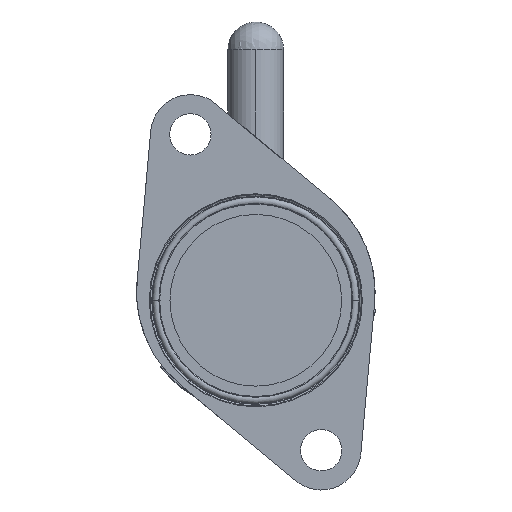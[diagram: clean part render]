
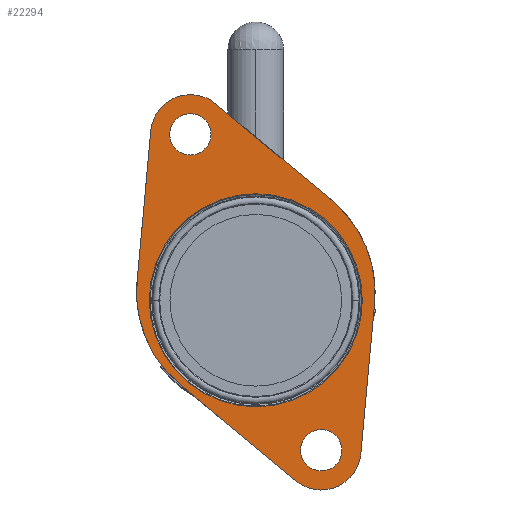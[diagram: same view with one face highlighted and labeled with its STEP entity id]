
A CAD part, front view. The second image highlights one B-rep face of the part: STEP entity #22294.
In plain terms, the highlighted planar face has unit normal (0, -1, 0).
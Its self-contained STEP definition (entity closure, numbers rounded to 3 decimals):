
#351 = CARTESIAN_POINT ( 'NONE',  ( -8.228, -7.5, 22.463 ) ) ;
#930 = EDGE_LOOP ( 'NONE', ( #6600, #15531 ) ) ;
#1091 = VERTEX_POINT ( 'NONE', #7884 ) ;
#1226 = EDGE_CURVE ( 'NONE', #22098, #19856, #12303, .T. ) ;
#2758 = VERTEX_POINT ( 'NONE', #3740 ) ;
#2784 = ORIENTED_EDGE ( 'NONE', *, *, #7269, .T. ) ;
#2874 = VERTEX_POINT ( 'NONE', #351 ) ;
#3080 = CARTESIAN_POINT ( 'NONE',  ( -8.228, -7.5, 19.863 ) ) ;
#3222 = DIRECTION ( 'NONE',  ( 0., 0., -1. ) ) ;
#3365 = CARTESIAN_POINT ( 'NONE',  ( 8.228, -7.5, -19.863 ) ) ;
#3429 = VECTOR ( 'NONE', #22690, 1000. ) ;
#3456 = DIRECTION ( 'NONE',  ( 0., 0., -1. ) ) ;
#3653 = CIRCLE ( 'NONE', #17746, 5. ) ;
#3705 = DIRECTION ( 'NONE',  ( 0., 0., 1. ) ) ;
#3740 = CARTESIAN_POINT ( 'NONE',  ( 8.228, -7.5, -17.263 ) ) ;
#3823 = DIRECTION ( 'NONE',  ( -0.768, 0., 0.64 ) ) ;
#3915 = CARTESIAN_POINT ( 'NONE',  ( 8.228, -7.5, -19.863 ) ) ;
#3949 = ORIENTED_EDGE ( 'NONE', *, *, #12755, .T. ) ;
#4055 = CARTESIAN_POINT ( 'NONE',  ( -8.228, -7.5, 24.863 ) ) ;
#4143 = CARTESIAN_POINT ( 'NONE',  ( -5.028, -7.5, 23.706 ) ) ;
#4364 = ORIENTED_EDGE ( 'NONE', *, *, #10066, .T. ) ;
#4841 = ORIENTED_EDGE ( 'NONE', *, *, #16454, .T. ) ;
#5047 = DIRECTION ( 'NONE',  ( 0., 1., 0. ) ) ;
#5750 = EDGE_CURVE ( 'NONE', #7882, #11425, #7277, .T. ) ;
#5799 = DIRECTION ( 'NONE',  ( 0., 1., 0. ) ) ;
#5915 = ORIENTED_EDGE ( 'NONE', *, *, #21193, .T. ) ;
#5987 = EDGE_LOOP ( 'NONE', ( #4841, #5915 ) ) ;
#5994 = CARTESIAN_POINT ( 'NONE',  ( 8.228, -7.5, -19.863 ) ) ;
#6063 = PLANE ( 'NONE',  #22127 ) ;
#6165 = ORIENTED_EDGE ( 'NONE', *, *, #20574, .T. ) ;
#6600 = ORIENTED_EDGE ( 'NONE', *, *, #1226, .T. ) ;
#7079 = EDGE_LOOP ( 'NONE', ( #16306, #2784, #7483, #16117, #20391, #6165, #3949, #4364, #15890 ) ) ;
#7128 = DIRECTION ( 'NONE',  ( 0., 1., 0. ) ) ;
#7269 = EDGE_CURVE ( 'NONE', #21267, #7882, #7283, .T. ) ;
#7277 = CIRCLE ( 'NONE', #16522, 15. ) ;
#7283 = LINE ( 'NONE', #10156, #3429 ) ;
#7425 = DIRECTION ( 'NONE',  ( 0., -1., 0. ) ) ;
#7483 = ORIENTED_EDGE ( 'NONE', *, *, #5750, .T. ) ;
#7494 = DIRECTION ( 'NONE',  ( 0., 0., 1. ) ) ;
#7505 = AXIS2_PLACEMENT_3D ( 'NONE', #12275, #21100, #3705 ) ;
#7710 = AXIS2_PLACEMENT_3D ( 'NONE', #13960, #5047, #15807 ) ;
#7800 = CIRCLE ( 'NONE', #22496, 2.6 ) ;
#7844 = DIRECTION ( 'NONE',  ( 0., 1., 0. ) ) ;
#7882 = VERTEX_POINT ( 'NONE', #14296 ) ;
#7884 = CARTESIAN_POINT ( 'NONE',  ( 5.028, -7.5, -23.706 ) ) ;
#7931 = EDGE_CURVE ( 'NONE', #19856, #22098, #10818, .T. ) ;
#8506 = FACE_BOUND ( 'NONE', #5987, .T. ) ;
#8610 = CARTESIAN_POINT ( 'NONE',  ( 0., -7.5, 0. ) ) ;
#8748 = AXIS2_PLACEMENT_3D ( 'NONE', #3080, #17268, #17345 ) ;
#9306 = EDGE_CURVE ( 'NONE', #16259, #1091, #21433, .T. ) ;
#9836 = EDGE_CURVE ( 'NONE', #1091, #21267, #3653, .T. ) ;
#10066 = EDGE_CURVE ( 'NONE', #20107, #16259, #21756, .T. ) ;
#10156 = CARTESIAN_POINT ( 'NONE',  ( 13.207, -7.5, -20.318 ) ) ;
#10288 = CARTESIAN_POINT ( 'NONE',  ( -14.938, -7.5, 1.364 ) ) ;
#10409 = DIRECTION ( 'NONE',  ( 0., 1., 0. ) ) ;
#10416 = LINE ( 'NONE', #10551, #22221 ) ;
#10499 = DIRECTION ( 'NONE',  ( 0., -1., 0. ) ) ;
#10551 = CARTESIAN_POINT ( 'NONE',  ( -5.028, -7.5, 23.706 ) ) ;
#10754 = AXIS2_PLACEMENT_3D ( 'NONE', #17417, #19178, #3222 ) ;
#10818 = CIRCLE ( 'NONE', #21393, 13.4 ) ;
#11425 = VERTEX_POINT ( 'NONE', #13345 ) ;
#11654 = DIRECTION ( 'NONE',  ( 0., -1., 0. ) ) ;
#11831 = CARTESIAN_POINT ( 'NONE',  ( -8.228, -7.5, 17.263 ) ) ;
#11851 = DIRECTION ( 'NONE',  ( -0.091, 0., -0.996 ) ) ;
#11900 = CARTESIAN_POINT ( 'NONE',  ( 8.228, -7.5, -22.463 ) ) ;
#12230 = VERTEX_POINT ( 'NONE', #14897 ) ;
#12275 = CARTESIAN_POINT ( 'NONE',  ( 0., -7.5, -1. ) ) ;
#12280 = VERTEX_POINT ( 'NONE', #11900 ) ;
#12303 = CIRCLE ( 'NONE', #7505, 13.4 ) ;
#12648 = CARTESIAN_POINT ( 'NONE',  ( 13.207, -7.5, -20.318 ) ) ;
#12755 = EDGE_CURVE ( 'NONE', #12230, #20107, #16966, .T. ) ;
#12800 = DIRECTION ( 'NONE',  ( 0., 0., 1. ) ) ;
#12810 = EDGE_LOOP ( 'NONE', ( #17665, #21951 ) ) ;
#12913 = DIRECTION ( 'NONE',  ( 0., 0., 1. ) ) ;
#13026 = AXIS2_PLACEMENT_3D ( 'NONE', #22015, #11654, #13266 ) ;
#13266 = DIRECTION ( 'NONE',  ( 0., 0., -1. ) ) ;
#13345 = CARTESIAN_POINT ( 'NONE',  ( 9.598, -7.5, 11.527 ) ) ;
#13724 = FACE_BOUND ( 'NONE', #12810, .T. ) ;
#13913 = DIRECTION ( 'NONE',  ( 0., 0., -1. ) ) ;
#13960 = CARTESIAN_POINT ( 'NONE',  ( 8.228, -7.5, -19.863 ) ) ;
#14039 = AXIS2_PLACEMENT_3D ( 'NONE', #19418, #10499, #3456 ) ;
#14296 = CARTESIAN_POINT ( 'NONE',  ( 14.938, -7.5, -1.364 ) ) ;
#14425 = VERTEX_POINT ( 'NONE', #4143 ) ;
#14897 = CARTESIAN_POINT ( 'NONE',  ( -13.207, -7.5, 20.318 ) ) ;
#15112 = CARTESIAN_POINT ( 'NONE',  ( 0., -7.5, 12.4 ) ) ;
#15265 = CARTESIAN_POINT ( 'NONE',  ( 5.028, -7.5, -23.706 ) ) ;
#15299 = CARTESIAN_POINT ( 'NONE',  ( -13.207, -7.5, 20.318 ) ) ;
#15531 = ORIENTED_EDGE ( 'NONE', *, *, #7931, .T. ) ;
#15807 = DIRECTION ( 'NONE',  ( 0., 0., 1. ) ) ;
#15890 = ORIENTED_EDGE ( 'NONE', *, *, #9306, .T. ) ;
#15894 = VECTOR ( 'NONE', #11851, 1000. ) ;
#16117 = ORIENTED_EDGE ( 'NONE', *, *, #21721, .T. ) ;
#16226 = CIRCLE ( 'NONE', #19929, 2.6 ) ;
#16259 = VERTEX_POINT ( 'NONE', #19806 ) ;
#16306 = ORIENTED_EDGE ( 'NONE', *, *, #9836, .T. ) ;
#16454 = EDGE_CURVE ( 'NONE', #2758, #12280, #7800, .T. ) ;
#16522 = AXIS2_PLACEMENT_3D ( 'NONE', #8610, #22670, #13913 ) ;
#16774 = VERTEX_POINT ( 'NONE', #4055 ) ;
#16966 = LINE ( 'NONE', #15299, #15894 ) ;
#17031 = DIRECTION ( 'NONE',  ( 0.768, 0., -0.64 ) ) ;
#17035 = CIRCLE ( 'NONE', #10754, 5. ) ;
#17043 = CIRCLE ( 'NONE', #14039, 5. ) ;
#17268 = DIRECTION ( 'NONE',  ( 0., 1., 0. ) ) ;
#17286 = VECTOR ( 'NONE', #17031, 1000. ) ;
#17296 = FACE_OUTER_BOUND ( 'NONE', #7079, .T. ) ;
#17345 = DIRECTION ( 'NONE',  ( 0., 0., 1. ) ) ;
#17417 = CARTESIAN_POINT ( 'NONE',  ( -8.228, -7.5, 19.863 ) ) ;
#17665 = ORIENTED_EDGE ( 'NONE', *, *, #21457, .T. ) ;
#17746 = AXIS2_PLACEMENT_3D ( 'NONE', #3915, #7425, #12800 ) ;
#17822 = CARTESIAN_POINT ( 'NONE',  ( 0., -7.5, -1. ) ) ;
#18393 = FACE_BOUND ( 'NONE', #930, .T. ) ;
#18859 = VERTEX_POINT ( 'NONE', #11831 ) ;
#18921 = CIRCLE ( 'NONE', #8748, 2.6 ) ;
#19178 = DIRECTION ( 'NONE',  ( 0., -1., 0. ) ) ;
#19196 = EDGE_CURVE ( 'NONE', #14425, #16774, #17035, .T. ) ;
#19418 = CARTESIAN_POINT ( 'NONE',  ( -8.228, -7.5, 19.863 ) ) ;
#19589 = DIRECTION ( 'NONE',  ( 0., 0., 1. ) ) ;
#19806 = CARTESIAN_POINT ( 'NONE',  ( -9.598, -7.5, -11.527 ) ) ;
#19856 = VERTEX_POINT ( 'NONE', #20263 ) ;
#19929 = AXIS2_PLACEMENT_3D ( 'NONE', #20012, #5799, #7494 ) ;
#20012 = CARTESIAN_POINT ( 'NONE',  ( -8.228, -7.5, 19.863 ) ) ;
#20107 = VERTEX_POINT ( 'NONE', #10288 ) ;
#20263 = CARTESIAN_POINT ( 'NONE',  ( 0., -7.5, -14.4 ) ) ;
#20391 = ORIENTED_EDGE ( 'NONE', *, *, #19196, .T. ) ;
#20574 = EDGE_CURVE ( 'NONE', #16774, #12230, #17043, .T. ) ;
#20592 = CIRCLE ( 'NONE', #7710, 2.6 ) ;
#21100 = DIRECTION ( 'NONE',  ( 0., 1., 0. ) ) ;
#21193 = EDGE_CURVE ( 'NONE', #12280, #2758, #20592, .T. ) ;
#21267 = VERTEX_POINT ( 'NONE', #12648 ) ;
#21393 = AXIS2_PLACEMENT_3D ( 'NONE', #17822, #7128, #19589 ) ;
#21433 = LINE ( 'NONE', #15265, #17286 ) ;
#21457 = EDGE_CURVE ( 'NONE', #2874, #18859, #16226, .T. ) ;
#21721 = EDGE_CURVE ( 'NONE', #11425, #14425, #10416, .T. ) ;
#21756 = CIRCLE ( 'NONE', #13026, 15. ) ;
#21951 = ORIENTED_EDGE ( 'NONE', *, *, #22528, .T. ) ;
#22015 = CARTESIAN_POINT ( 'NONE',  ( 0., -7.5, 0. ) ) ;
#22098 = VERTEX_POINT ( 'NONE', #15112 ) ;
#22127 = AXIS2_PLACEMENT_3D ( 'NONE', #5994, #7844, #12913 ) ;
#22221 = VECTOR ( 'NONE', #3823, 1000. ) ;
#22294 = ADVANCED_FACE ( 'NONE', ( #18393, #8506, #13724, #17296 ), #6063, .F. ) ;
#22474 = DIRECTION ( 'NONE',  ( 0., 0., 1. ) ) ;
#22496 = AXIS2_PLACEMENT_3D ( 'NONE', #3365, #10409, #22474 ) ;
#22528 = EDGE_CURVE ( 'NONE', #18859, #2874, #18921, .T. ) ;
#22670 = DIRECTION ( 'NONE',  ( 0., -1., 0. ) ) ;
#22690 = DIRECTION ( 'NONE',  ( 0.091, 0., 0.996 ) ) ;
